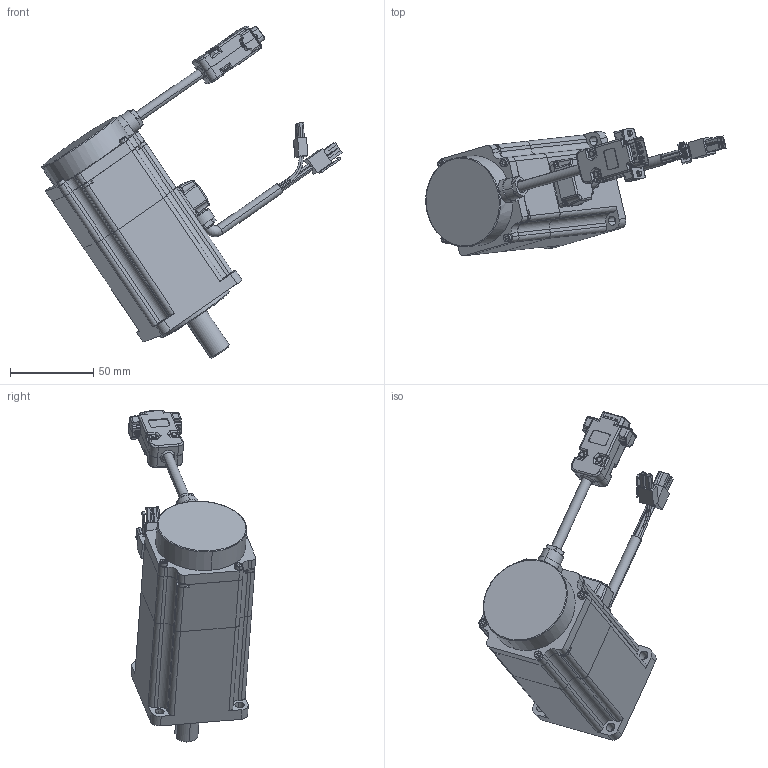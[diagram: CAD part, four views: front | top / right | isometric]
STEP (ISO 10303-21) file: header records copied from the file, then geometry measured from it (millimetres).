
FILE_DESCRIPTION (( 'STEP AP214' ), '1' );
FILE_NAME ('60BST-001330Z.STEP', '2022-09-07T08:51:35', ( '' ), ( '' ), 'SwSTEP 2.0', 'SolidWorks 2020', '' );
FILE_SCHEMA (( 'AUTOMOTIVE_DESIGN' ));
Length unit declared in the file: millimetre
Products named in the file (30): hexagon socket head cap screws gb_GB_FASTENER_SCREWS_HSHCS M2.5X10-N; cross recessed small pan head screws gb_GB_CROSS_SCREWS_TYPE3 M2X5-5-N; Plastika za DB9; 43782_07; 43782_01; 160BST-ZC; 43782; 60BST晤鎢ん; 43782_11; 43782_10; 43782_06; 60ヶ傷; 60BST惕掅; 2R; 4R; 43782_05; 43782_03; 60BST-001330Z; 43782_04; DB9 in plastic case - cable; 43782_12; 43782_13; 43782_09; 晤鎢ん盄; 60揤盄; 43782_08; hexagon socket head cap screws gb_GB_FASTENER_SCREWS_HSHCS M3X20-N; 60BST堤粣; 43782_02; 萇儂盄
Assembly tree (38 placements, depth 4):
  60BST-001330Z
    60BST惕掅
    60BST晤鎢ん
    60BST堤粣
    60ヶ傷
    hexagon socket head cap screws gb_GB_FASTENER_SCREWS_HSHCS M2.5X10-N  x4
    hexagon socket head cap screws gb_GB_FASTENER_SCREWS_HSHCS M3X20-N  x4
    160BST-ZC
    60揤盄
    cross recessed small pan head screws gb_GB_CROSS_SCREWS_TYPE3 M2X5-5-N  x4
    晤鎢ん盄
    萇儂盄
    DB9 in plastic case - cable
      Plastika za DB9
      43782
        43782_13
        43782_12
        43782_11
        43782_10
        43782_09
        43782_08
        43782_07
        43782_06
        43782_05
        43782_04
        43782_03
        43782_02
        43782_01
    2R
    4R
Bounding box: 180.61 x 76.56 x 199.65 mm (x, y, z)
Volume: 345945.2 mm3; surface area: 77569.8 mm2
Topology: 46 solids, 46 shells, 1667 faces, 4173 edges, 2620 vertices
Faces by surface type: plane 793, cylinder 666, bspline 87, cone 77, torus 28, sphere 16
Entity records: 55207 total; most frequent: CARTESIAN_POINT 9303, DIRECTION 7453, ORIENTED_EDGE 7110, EDGE_CURVE 3555, AXIS2_PLACEMENT_3D 2672, VERTEX_POINT 2290, VECTOR 2109, LINE 2109
